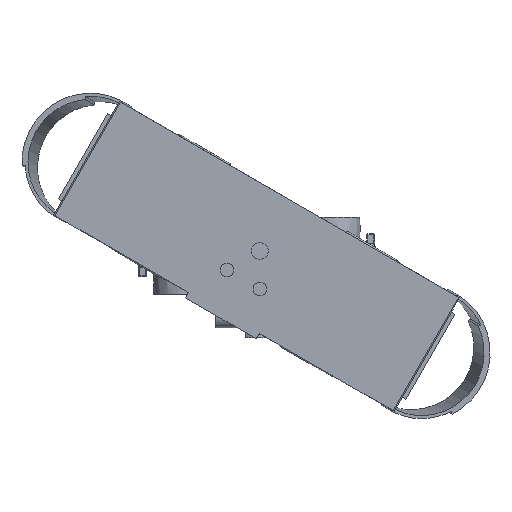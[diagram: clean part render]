
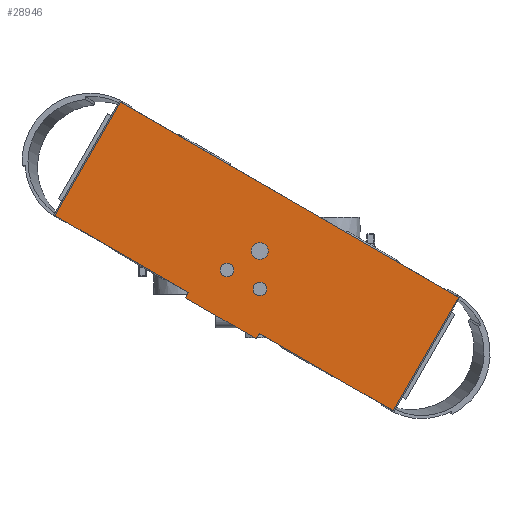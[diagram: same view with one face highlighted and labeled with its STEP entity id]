
A CAD part, front view. The second image highlights one B-rep face of the part: STEP entity #28946.
In plain terms, the highlighted planar face has unit normal (0, -1, 0).
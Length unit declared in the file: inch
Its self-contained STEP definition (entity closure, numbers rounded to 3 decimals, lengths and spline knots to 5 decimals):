
#28213=CARTESIAN_POINT('',(-0.37141,-0.5,-0.8125));
#28214=VERTEX_POINT('',#28213);
#28215=CARTESIAN_POINT('',(-0.5781,-0.5,-0.8125));
#28216=DIRECTION('',(0.0,1.0,0.0));
#28217=DIRECTION('',(1.0,0.0,0.0));
#28218=AXIS2_PLACEMENT_3D('',#28215,#28216,#28217);
#28219=CIRCLE('',#28218,0.20669);
#28220=EDGE_CURVE('',#28214,#28214,#28219,.T.);
#28241=CARTESIAN_POINT('',(0.78479,-0.5,-0.8125));
#28242=VERTEX_POINT('',#28241);
#28243=CARTESIAN_POINT('',(0.5781,-0.5,-0.8125));
#28244=DIRECTION('',(0.0,1.0,0.0));
#28245=DIRECTION('',(1.0,0.0,0.0));
#28246=AXIS2_PLACEMENT_3D('',#28243,#28244,#28245);
#28247=CIRCLE('',#28246,0.20669);
#28248=EDGE_CURVE('',#28242,#28242,#28247,.T.);
#28778=CARTESIAN_POINT('',(0.25591,-0.5,0.1875));
#28779=VERTEX_POINT('',#28778);
#28780=CARTESIAN_POINT('',(0.0,-0.5,0.1875));
#28781=DIRECTION('',(0.0,1.0,0.0));
#28782=DIRECTION('',(1.0,0.0,0.0));
#28783=AXIS2_PLACEMENT_3D('',#28780,#28781,#28782);
#28784=CIRCLE('',#28783,0.25591);
#28785=EDGE_CURVE('',#28779,#28779,#28784,.T.);
#28866=CARTESIAN_POINT('',(6.0,-0.5,0.0));
#28867=DIRECTION('',(0.0,-1.0,0.0));
#28868=DIRECTION('',(0.0,0.0,-1.0));
#28869=AXIS2_PLACEMENT_3D('',#28866,#28867,#28868);
#28870=PLANE('',#28869);
#28871=CARTESIAN_POINT('',(5.96875,-0.5,2.0));
#28872=VERTEX_POINT('',#28871);
#28873=CARTESIAN_POINT('',(5.96875,-0.5,-2.0));
#28874=VERTEX_POINT('',#28873);
#28875=CARTESIAN_POINT('',(5.96875,-0.5,2.0));
#28876=DIRECTION('',(0.0,0.0,-1.0));
#28877=VECTOR('',#28876,4.0);
#28878=LINE('',#28875,#28877);
#28879=EDGE_CURVE('',#28872,#28874,#28878,.T.);
#28880=ORIENTED_EDGE('',*,*,#28879,.F.);
#28881=CARTESIAN_POINT('',(-5.96875,-0.5,2.0));
#28882=VERTEX_POINT('',#28881);
#28883=CARTESIAN_POINT('',(5.96875,-0.5,2.0));
#28884=DIRECTION('',(-1.0,0.0,0.0));
#28885=VECTOR('',#28884,11.9375);
#28886=LINE('',#28883,#28885);
#28887=EDGE_CURVE('',#28872,#28882,#28886,.T.);
#28888=ORIENTED_EDGE('',*,*,#28887,.T.);
#28889=CARTESIAN_POINT('',(-5.96875,-0.5,-2.0));
#28890=VERTEX_POINT('',#28889);
#28891=CARTESIAN_POINT('',(-5.96875,-0.5,-2.0));
#28892=DIRECTION('',(0.0,0.0,1.0));
#28893=VECTOR('',#28892,4.0);
#28894=LINE('',#28891,#28893);
#28895=EDGE_CURVE('',#28890,#28882,#28894,.T.);
#28896=ORIENTED_EDGE('',*,*,#28895,.F.);
#28897=CARTESIAN_POINT('',(-1.25,-0.5,-2.));
#28898=VERTEX_POINT('',#28897);
#28899=CARTESIAN_POINT('',(-5.96875,-0.5,-2.0));
#28900=DIRECTION('',(1.0,0.0,0.0));
#28901=VECTOR('',#28900,4.71875);
#28902=LINE('',#28899,#28901);
#28903=EDGE_CURVE('',#28890,#28898,#28902,.T.);
#28904=ORIENTED_EDGE('',*,*,#28903,.T.);
#28905=CARTESIAN_POINT('',(-1.25,-0.5,-2.1875));
#28906=VERTEX_POINT('',#28905);
#28907=CARTESIAN_POINT('',(-1.25,-0.5,-2.));
#28908=DIRECTION('',(0.0,0.0,-1.0));
#28909=VECTOR('',#28908,0.1875);
#28910=LINE('',#28907,#28909);
#28911=EDGE_CURVE('',#28898,#28906,#28910,.T.);
#28912=ORIENTED_EDGE('',*,*,#28911,.T.);
#28913=CARTESIAN_POINT('',(1.25,-0.5,-2.1875));
#28914=VERTEX_POINT('',#28913);
#28915=CARTESIAN_POINT('',(1.25,-0.5,-2.1875));
#28916=DIRECTION('',(-1.0,0.0,0.0));
#28917=VECTOR('',#28916,2.5);
#28918=LINE('',#28915,#28917);
#28919=EDGE_CURVE('',#28914,#28906,#28918,.T.);
#28920=ORIENTED_EDGE('',*,*,#28919,.F.);
#28921=CARTESIAN_POINT('',(1.25,-0.5,-2.));
#28922=VERTEX_POINT('',#28921);
#28923=CARTESIAN_POINT('',(1.25,-0.5,-2.1875));
#28924=DIRECTION('',(0.0,0.0,1.0));
#28925=VECTOR('',#28924,0.1875);
#28926=LINE('',#28923,#28925);
#28927=EDGE_CURVE('',#28914,#28922,#28926,.T.);
#28928=ORIENTED_EDGE('',*,*,#28927,.T.);
#28929=CARTESIAN_POINT('',(1.25,-0.5,-2.0));
#28930=DIRECTION('',(1.0,0.0,0.0));
#28931=VECTOR('',#28930,4.71875);
#28932=LINE('',#28929,#28931);
#28933=EDGE_CURVE('',#28922,#28874,#28932,.T.);
#28934=ORIENTED_EDGE('',*,*,#28933,.T.);
#28935=EDGE_LOOP('',(#28880,#28888,#28896,#28904,#28912,#28920,#28928,#28934));
#28936=FACE_OUTER_BOUND('',#28935,.T.);
#28937=ORIENTED_EDGE('',*,*,#28220,.T.);
#28938=EDGE_LOOP('',(#28937));
#28939=FACE_BOUND('',#28938,.T.);
#28940=ORIENTED_EDGE('',*,*,#28248,.T.);
#28941=EDGE_LOOP('',(#28940));
#28942=FACE_BOUND('',#28941,.T.);
#28943=ORIENTED_EDGE('',*,*,#28785,.T.);
#28944=EDGE_LOOP('',(#28943));
#28945=FACE_BOUND('',#28944,.T.);
#28946=ADVANCED_FACE('',(#28936,#28939,#28942,#28945),#28870,.T.);
